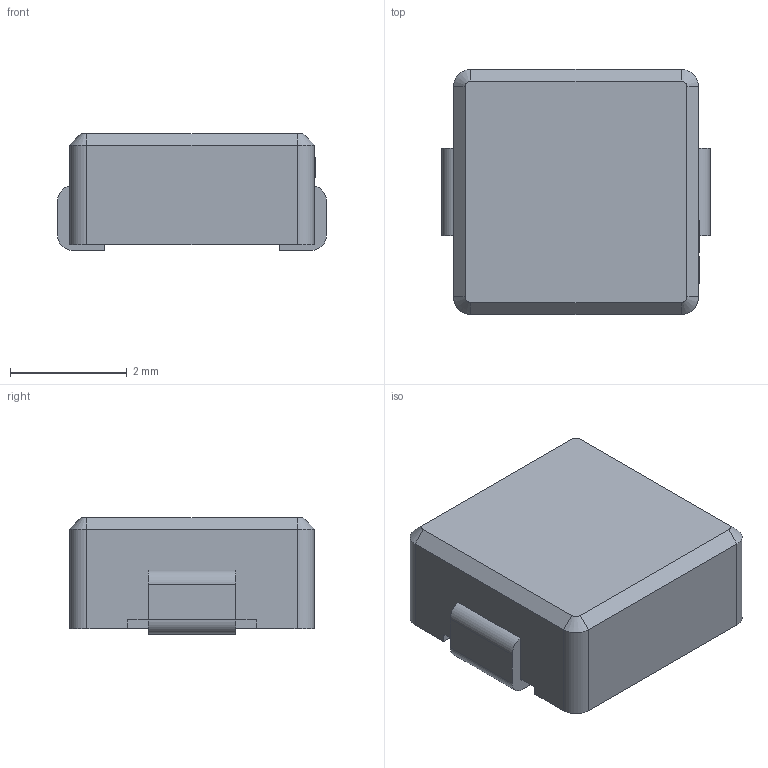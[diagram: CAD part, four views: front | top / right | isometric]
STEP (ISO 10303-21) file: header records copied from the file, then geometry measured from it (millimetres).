
FILE_DESCRIPTION (( 'STEP AP214' ), '1' );
FILE_NAME ('IND-SMD_L4.6-W4.2_SMMS0420.step', '2022-07-09T00:22:31', ( '' ), ( '' ), 'SwSTEP 2.0', 'SolidWorks 2020', '' );
FILE_SCHEMA (( 'AUTOMOTIVE_DESIGN' ));
Length unit declared in the file: millimetre
Products named in the file (1): IND-SMD_L4.6-W4.2_SMMS0420
Bounding box: 4.6 x 4.2 x 2 mm (x, y, z)
Volume: 33.3 mm3; surface area: 72.1 mm2
Topology: 1 solids, 1 shells, 327 faces, 885 edges, 586 vertices
Faces by surface type: plane 201, bspline 112, cylinder 10, cone 4
Entity records: 14383 total; most frequent: CARTESIAN_POINT 3903, ORIENTED_EDGE 1770, DIRECTION 1113, EDGE_CURVE 885, LINE 633, VECTOR 633, VERTEX_POINT 586, EDGE_LOOP 353
